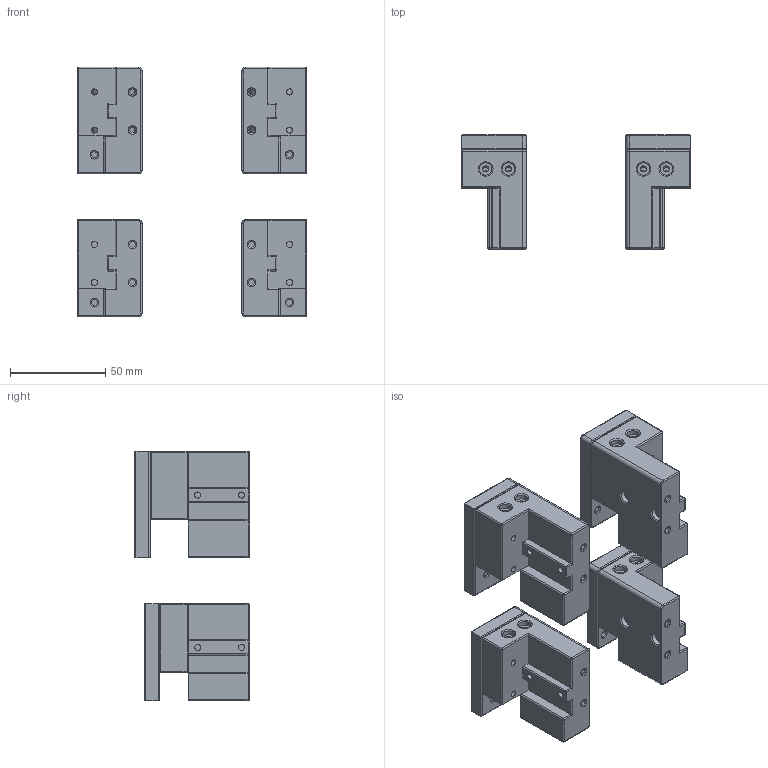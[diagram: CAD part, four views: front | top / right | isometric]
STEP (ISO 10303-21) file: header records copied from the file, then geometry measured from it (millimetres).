
FILE_DESCRIPTION(/* description */ (''),/* implementation_level */ '2;1');
FILE_NAME(/* name */ 'B-2020_Y_Carriage_Offcenter_Cap_Left-B.stp',/* time_stamp */ '2021-01-29T17:56:33-08:00',/* author */ (''),/* organization */ (''),/* preprocessor_version */ 'ST-DEVELOPER v18.1',/* originating_system */ 'Autodesk Translation Framework v9.7.0.1280',/* authorisation */ '');
FILE_SCHEMA (('AUTOMOTIVE_DESIGN { 1 0 10303 214 3 1 1 }'));
Length unit declared in the file: millimetre
Products named in the file (1): FusionComponent
Bounding box: 120 x 60 x 131 mm (x, y, z)
Volume: 244695.8 mm3; surface area: 72798.5 mm2
Topology: 8 solids, 8 shells, 580 faces, 1230 edges, 730 vertices
Faces by surface type: cylinder 256, plane 160, torus 128, sphere 36
Full cylindrical faces by diameter (mm): 3.2 x56, 6.5 x40
Entity records: 16201 total; most frequent: DIRECTION 3094, CARTESIAN_POINT 3057, ORIENTED_EDGE 2460, AXIS2_PLACEMENT_3D 1311, EDGE_CURVE 1230, VERTEX_POINT 730, EDGE_LOOP 696, CIRCLE 686
